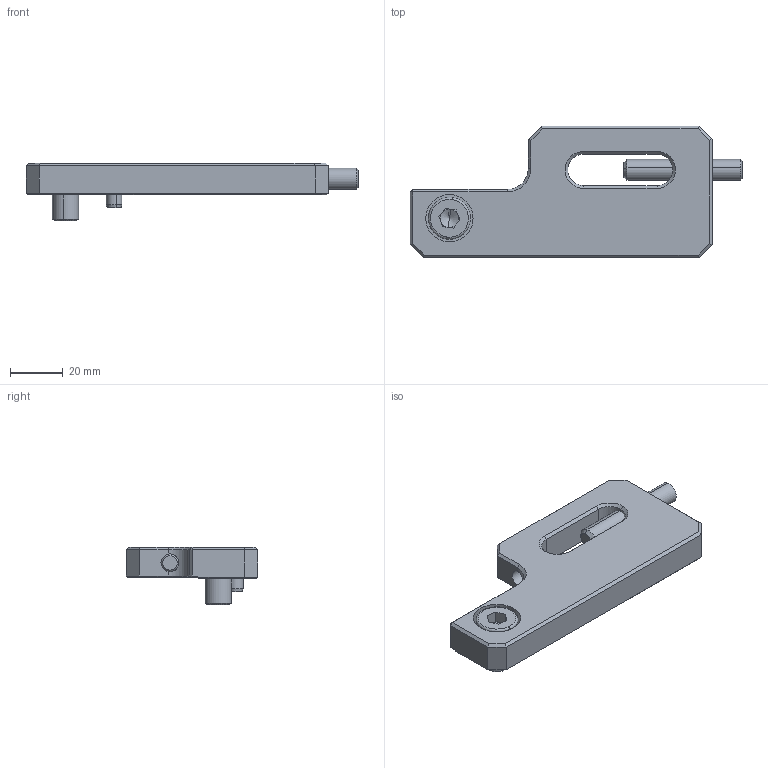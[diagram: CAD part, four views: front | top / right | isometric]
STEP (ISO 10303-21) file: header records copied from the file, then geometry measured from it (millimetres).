
FILE_DESCRIPTION (( 'STEP AP214' ), '1' );
FILE_NAME ('V00.561.080.012.STEP', '2024-08-19T10:52:54', ( '' ), ( '' ), 'SwSTEP 2.0', 'SolidWorks 2022', '' );
FILE_SCHEMA (( 'AUTOMOTIVE_DESIGN' ));
Length unit declared in the file: millimetre
Products named in the file (5): ISO 4026 - M8 x 45; V00.561.080.012; DIN 7984 - M10 x 16; ISO 8734 - 6 x 14; VK1-ER7.002.012_C
Assembly tree (5 placements, depth 2):
  V00.561.080.012
    VK1-ER7.002.012_C
    ISO 8734 - 6 x 14  x2
    ISO 4026 - M8 x 45
    DIN 7984 - M10 x 16
Bounding box: 126.3 x 50 x 22 mm (x, y, z)
Volume: 50068.8 mm3; surface area: 17562.3 mm2
Topology: 5 solids, 5 shells, 139 faces, 312 edges, 181 vertices
Faces by surface type: plane 74, cone 31, cylinder 30, torus 4
Entity records: 4177 total; most frequent: CARTESIAN_POINT 893, DIRECTION 641, ORIENTED_EDGE 584, EDGE_CURVE 292, AXIS2_PLACEMENT_3D 221, VECTOR 199, LINE 199, VERTEX_POINT 173
